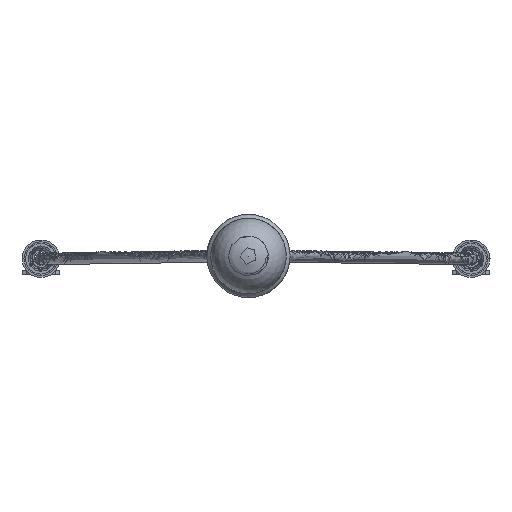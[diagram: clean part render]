
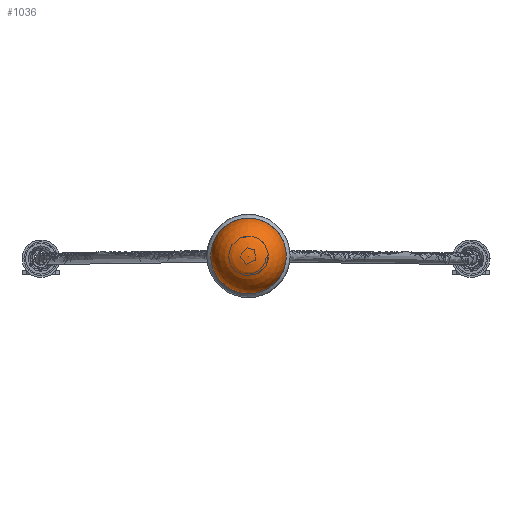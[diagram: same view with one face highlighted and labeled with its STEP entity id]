
A CAD part, front view. The second image highlights one B-rep face of the part: STEP entity #1036.
In plain terms, the highlighted spherical face has radius 3.175 mm.
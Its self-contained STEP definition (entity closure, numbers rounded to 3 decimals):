
#296=FACE_OUTER_BOUND('',#363,.T.);
#363=EDGE_LOOP('',(#737,#738,#739,#740));
#436=CIRCLE('',#1168,3.175);
#437=CIRCLE('',#1169,3.175);
#438=CIRCLE('',#1170,3.175);
#490=VERTEX_POINT('',#1604);
#491=VERTEX_POINT('',#1605);
#492=VERTEX_POINT('',#1608);
#588=EDGE_CURVE('',#490,#491,#436,.T.);
#589=EDGE_CURVE('',#491,#490,#437,.T.);
#590=EDGE_CURVE('',#491,#492,#438,.T.);
#737=ORIENTED_EDGE('',*,*,#588,.F.);
#738=ORIENTED_EDGE('',*,*,#589,.F.);
#739=ORIENTED_EDGE('',*,*,#590,.T.);
#740=ORIENTED_EDGE('',*,*,#590,.F.);
#1035=SPHERICAL_SURFACE('',#1167,3.175);
#1036=ADVANCED_FACE('',(#296),#1035,.T.);
#1167=AXIS2_PLACEMENT_3D('',#1603,#1292,#1293);
#1168=AXIS2_PLACEMENT_3D('',#1606,#1294,#1295);
#1169=AXIS2_PLACEMENT_3D('',#1607,#1296,#1297);
#1170=AXIS2_PLACEMENT_3D('',#1609,#1298,#1299);
#1292=DIRECTION('center_axis',(0.,1.,0.));
#1293=DIRECTION('ref_axis',(0.,0.,-1.));
#1294=DIRECTION('center_axis',(0.,1.,0.));
#1295=DIRECTION('ref_axis',(1.,0.,0.));
#1296=DIRECTION('center_axis',(0.,1.,0.));
#1297=DIRECTION('ref_axis',(1.,0.,0.));
#1298=DIRECTION('center_axis',(1.,0.,0.));
#1299=DIRECTION('ref_axis',(0.,0.,1.));
#1603=CARTESIAN_POINT('Origin',(0.,0.,0.));
#1604=CARTESIAN_POINT('',(-3.175,0.,0.));
#1605=CARTESIAN_POINT('',(0.,0.,3.175));
#1606=CARTESIAN_POINT('Origin',(0.,0.,0.));
#1607=CARTESIAN_POINT('Origin',(0.,0.,0.));
#1608=CARTESIAN_POINT('',(0.,-3.175,0.));
#1609=CARTESIAN_POINT('Origin',(0.,0.,0.));
